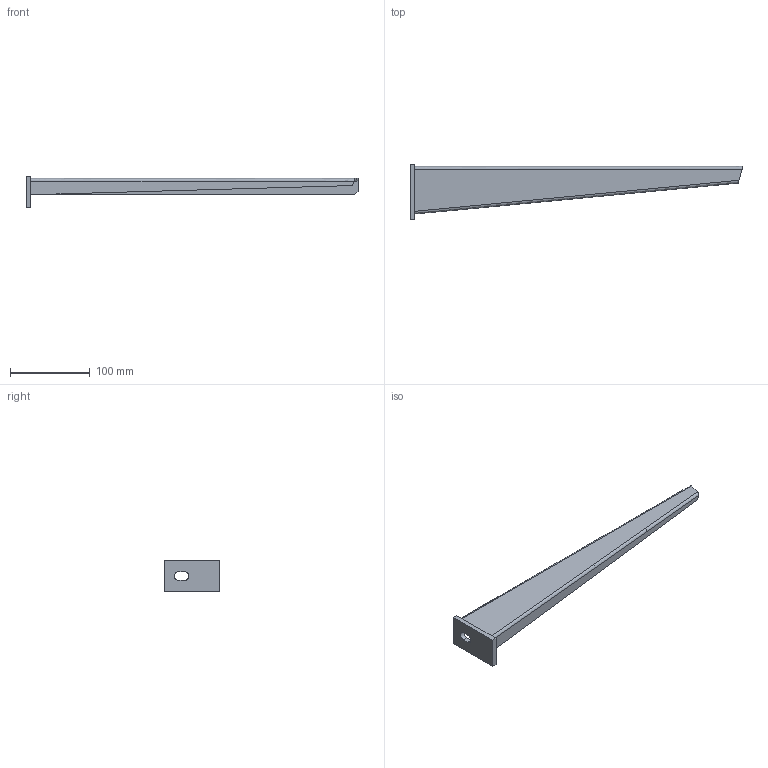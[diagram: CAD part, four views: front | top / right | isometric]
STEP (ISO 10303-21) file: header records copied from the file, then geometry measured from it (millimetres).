
FILE_DESCRIPTION(/* description */ (''),/* implementation_level */ '2;1');
FILE_NAME(/* name */ '6421036',/* time_stamp */ '2014-08-13T09:34:29+02:00',/* author */ (''),/* organization */ (''),/* preprocessor_version */ 'ST-DEVELOPER v15',/* originating_system */ '',/* authorisation */ '');
FILE_SCHEMA (('AUTOMOTIVE_DESIGN'));
Length unit declared in the file: millimetre
Products named in the file (2): Document; Block 02
Assembly tree (1 placements, depth 2):
  Document
    Block 02
Bounding box: 416 x 70 x 40 mm (x, y, z)
Volume: 69172 mm3; surface area: 64890.6 mm2
Topology: 2 solids, 2 shells, 35 faces, 77 edges, 46 vertices
Faces by surface type: plane 25, bspline 10
Entity records: 1072 total; most frequent: CARTESIAN_POINT 489, ORIENTED_EDGE 154, EDGE_CURVE 77, B_SPLINE_CURVE_WITH_KNOTS 66, VERTEX_POINT 46, EDGE_LOOP 37, ADVANCED_FACE 35, FACE_OUTER_BOUND 35
